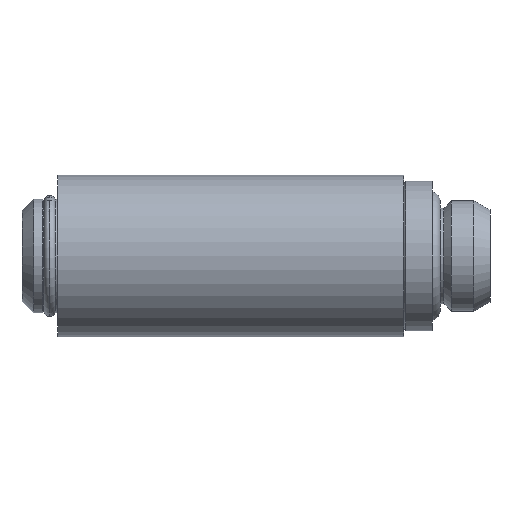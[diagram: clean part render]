
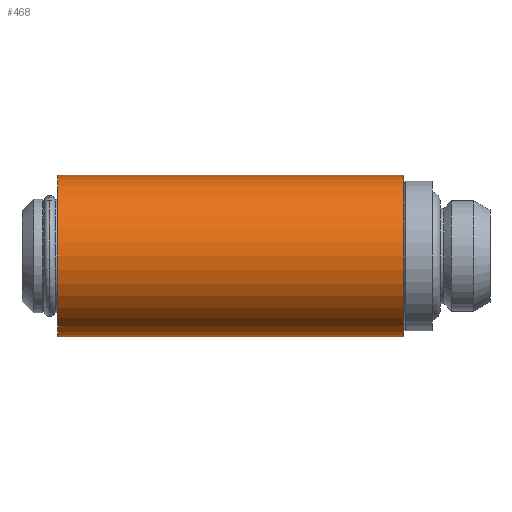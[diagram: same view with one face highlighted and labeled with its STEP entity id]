
A CAD part, left-side view. The second image highlights one B-rep face of the part: STEP entity #468.
In plain terms, the highlighted cylindrical face has radius 7 mm (diameter 14 mm), a partial arc.
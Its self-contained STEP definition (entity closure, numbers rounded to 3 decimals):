
#15 = EDGE_CURVE ( 'NONE', #33, #28, #4099, .T. ) ;
#27 = VERTEX_POINT ( 'NONE', #4101 ) ;
#28 = VERTEX_POINT ( 'NONE', #4075 ) ;
#33 = VERTEX_POINT ( 'NONE', #4073 ) ;
#34 = VERTEX_POINT ( 'NONE', #4107 ) ;
#52 = EDGE_CURVE ( 'NONE', #27, #34, #4287, .T. ) ;
#458 = EDGE_LOOP ( 'NONE', ( #459, #460, #494, #472 ) ) ;
#459 = ORIENTED_EDGE ( 'NONE', *, *, #15, .F. ) ;
#460 = ORIENTED_EDGE ( 'NONE', *, *, #485, .F. ) ;
#468 = ADVANCED_FACE ( 'NONE', ( #2343 ), #2357, .T. ) ;
#472 = ORIENTED_EDGE ( 'NONE', *, *, #475, .F. ) ;
#475 = EDGE_CURVE ( 'NONE', #28, #34, #2341, .T. ) ;
#485 = EDGE_CURVE ( 'NONE', #27, #33, #2842, .T. ) ;
#494 = ORIENTED_EDGE ( 'NONE', *, *, #52, .T. ) ;
#2339 = CARTESIAN_POINT ( 'NONE',  ( 0., 28.586, 0. ) ) ;
#2341 = CIRCLE ( 'NONE', #2381, 7. ) ;
#2342 = DIRECTION ( 'NONE',  ( 0., 0., 1. ) ) ;
#2343 = FACE_OUTER_BOUND ( 'NONE', #458, .T. ) ;
#2357 = CYLINDRICAL_SURFACE ( 'NONE', #2376, 7. ) ;
#2375 = DIRECTION ( 'NONE',  ( 0., 1., 0. ) ) ;
#2376 = AXIS2_PLACEMENT_3D ( 'NONE', #2339, #2375, #2342 ) ;
#2378 = DIRECTION ( 'NONE',  ( 0., 0., 1. ) ) ;
#2379 = DIRECTION ( 'NONE',  ( 0., 1., 0. ) ) ;
#2380 = CARTESIAN_POINT ( 'NONE',  ( 0., 37.5, 0. ) ) ;
#2381 = AXIS2_PLACEMENT_3D ( 'NONE', #2380, #2379, #2378 ) ;
#2839 = DIRECTION ( 'NONE',  ( 0., -1., 0. ) ) ;
#2840 = CARTESIAN_POINT ( 'NONE',  ( 0., 7.5, 0. ) ) ;
#2841 = AXIS2_PLACEMENT_3D ( 'NONE', #2840, #2839, #2867 ) ;
#2842 = CIRCLE ( 'NONE', #2841, 7. ) ;
#2867 = DIRECTION ( 'NONE',  ( 0., 0., -1. ) ) ;
#4072 = VECTOR ( 'NONE', #4086, 1000. ) ;
#4073 = CARTESIAN_POINT ( 'NONE',  ( 0., 7.5, -7. ) ) ;
#4075 = CARTESIAN_POINT ( 'NONE',  ( 0., 37.5, -7. ) ) ;
#4086 = DIRECTION ( 'NONE',  ( 0., 1., 0. ) ) ;
#4099 = LINE ( 'NONE', #4108, #4072 ) ;
#4101 = CARTESIAN_POINT ( 'NONE',  ( 0., 7.5, 7. ) ) ;
#4107 = CARTESIAN_POINT ( 'NONE',  ( 0., 37.5, 7. ) ) ;
#4108 = CARTESIAN_POINT ( 'NONE',  ( 0., 28.586, -7. ) ) ;
#4280 = DIRECTION ( 'NONE',  ( 0., 1., 0. ) ) ;
#4281 = VECTOR ( 'NONE', #4280, 1000. ) ;
#4282 = CARTESIAN_POINT ( 'NONE',  ( 0., 28.586, 7. ) ) ;
#4287 = LINE ( 'NONE', #4282, #4281 ) ;
